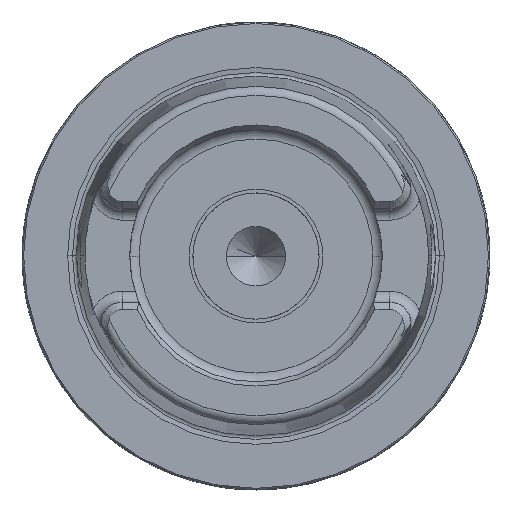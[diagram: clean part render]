
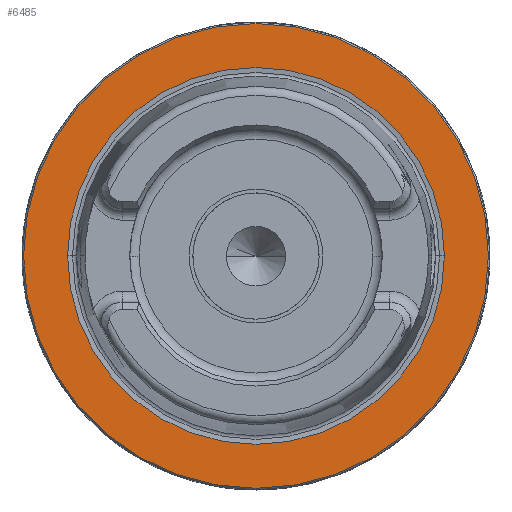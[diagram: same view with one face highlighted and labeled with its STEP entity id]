
A CAD part, top view. The second image highlights one B-rep face of the part: STEP entity #6485.
In plain terms, the highlighted planar face has unit normal (0, 0, 1).
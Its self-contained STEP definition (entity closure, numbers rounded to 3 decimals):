
#2079=CARTESIAN_POINT('',(0.,0.,0.));
#2080=DIRECTION('',(0.,0.,1.));
#2081=DIRECTION('',(1.,0.,0.));
#2082=AXIS2_PLACEMENT_3D('',#2079,#2080,#2081);
#2095=CARTESIAN_POINT('',(0.,0.,0.));
#2096=DIRECTION('',(0.,0.,-1.));
#2097=DIRECTION('',(1.,0.,0.));
#2098=AXIS2_PLACEMENT_3D('',#2095,#2096,#2097);
#2117=CARTESIAN_POINT('',(0.,0.,0.));
#2118=DIRECTION('',(0.,0.,1.));
#2119=DIRECTION('',(1.,0.,0.));
#2120=AXIS2_PLACEMENT_3D('',#2117,#2118,#2119);
#4696=CARTESIAN_POINT('',(0.,0.,0.));
#4697=DIRECTION('',(0.,0.,-1.));
#4698=DIRECTION('',(1.,0.,0.));
#4699=AXIS2_PLACEMENT_3D('',#4696,#4697,#4698);
#4738=CARTESIAN_POINT('',(25.374,0.,0.));
#4740=VERTEX_POINT('',#4738);
#4750=CARTESIAN_POINT('',(-25.374,0.,0.));
#4752=VERTEX_POINT('',#4750);
#4762=CARTESIAN_POINT('',(31.3,0.,0.));
#4763=CARTESIAN_POINT('',(-31.3,0.,0.));
#4764=VERTEX_POINT('',#4762);
#4765=VERTEX_POINT('',#4763);
#6469=CARTESIAN_POINT('',(0.,0.,0.));
#6470=DIRECTION('',(0.,0.,-1.));
#6471=DIRECTION('',(-1.,0.,0.));
#6472=AXIS2_PLACEMENT_3D('',#6469,#6470,#6471);
#6473=PLANE('',#6472);
#6474=ORIENTED_EDGE('',*,*,#6459,.F.);
#6476=ORIENTED_EDGE('',*,*,#6475,.T.);
#6477=EDGE_LOOP('',(#6474,#6476));
#6478=FACE_OUTER_BOUND('',#6477,.F.);
#6480=ORIENTED_EDGE('',*,*,#6479,.F.);
#6482=ORIENTED_EDGE('',*,*,#6481,.T.);
#6483=EDGE_LOOP('',(#6480,#6482));
#6484=FACE_BOUND('',#6483,.F.);
#2083=CIRCLE('',#2082,31.3);
#2099=CIRCLE('',#2098,25.374);
#2121=CIRCLE('',#2120,25.374);
#4700=CIRCLE('',#4699,31.3);
#6459=EDGE_CURVE('',#4764,#4765,#2083,.T.);
#6475=EDGE_CURVE('',#4764,#4765,#4700,.T.);
#6479=EDGE_CURVE('',#4740,#4752,#2099,.T.);
#6481=EDGE_CURVE('',#4740,#4752,#2121,.T.);
#6485=ADVANCED_FACE('',(#6478,#6484),#6473,.F.);
